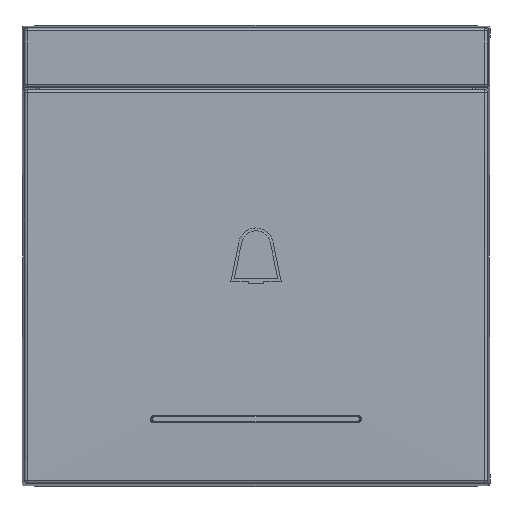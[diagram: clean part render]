
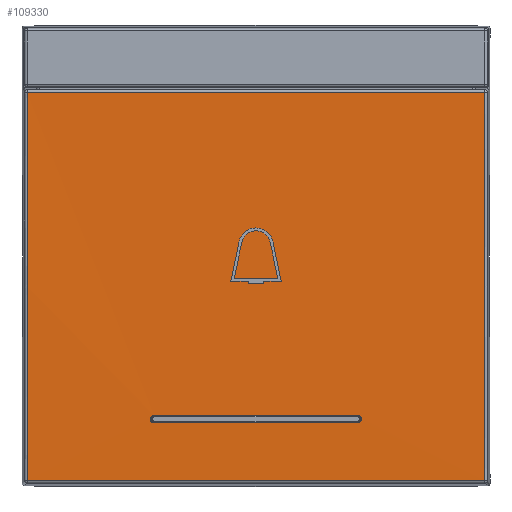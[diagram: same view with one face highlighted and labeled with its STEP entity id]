
A CAD part, top view. The second image highlights one B-rep face of the part: STEP entity #109330.
In plain terms, the highlighted cylindrical face has radius 1600 mm (diameter 3200 mm), a partial arc.
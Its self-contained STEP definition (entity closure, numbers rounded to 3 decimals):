
#88841=CARTESIAN_POINT('',(-12.1,7.81,19.851));
#88842=CARTESIAN_POINT('',(-12.12,7.81,
19.851));
#88843=CARTESIAN_POINT('',(-12.159,7.81,
19.849));
#88844=CARTESIAN_POINT('',(-12.217,7.81,
19.837));
#88845=CARTESIAN_POINT('',(-12.273,7.81,
19.818));
#88846=CARTESIAN_POINT('',(-12.326,7.811,
19.792));
#88847=CARTESIAN_POINT('',(-12.375,7.811,
19.759));
#88848=CARTESIAN_POINT('',(-12.42,7.811,
19.72));
#88849=CARTESIAN_POINT('',(-12.459,7.812,
19.675));
#88850=CARTESIAN_POINT('',(-12.492,7.813,
19.626));
#88851=CARTESIAN_POINT('',(-12.518,7.813,
19.574));
#88852=CARTESIAN_POINT('',(-12.537,7.814,
19.517));
#88853=CARTESIAN_POINT('',(-12.549,7.815,
19.458));
#88854=CARTESIAN_POINT('',(-12.553,7.815,
19.4));
#88855=CARTESIAN_POINT('',(-12.549,7.816,
19.341));
#88856=CARTESIAN_POINT('',(-12.537,7.817,
19.283));
#88857=CARTESIAN_POINT('',(-12.518,7.817,
19.226));
#88858=CARTESIAN_POINT('',(-12.492,7.818,
19.173));
#88859=CARTESIAN_POINT('',(-12.459,7.819,
19.124));
#88860=CARTESIAN_POINT('',(-12.42,7.819,
19.079));
#88861=CARTESIAN_POINT('',(-12.375,7.82,
19.04));
#88862=CARTESIAN_POINT('',(-12.326,7.82,
19.007));
#88863=CARTESIAN_POINT('',(-12.273,7.82,
18.981));
#88864=CARTESIAN_POINT('',(-12.217,7.821,
18.962));
#88865=CARTESIAN_POINT('',(-12.159,7.821,
18.951));
#88866=CARTESIAN_POINT('',(-12.12,7.821,
18.948));
#88867=CARTESIAN_POINT('',(-12.1,7.821,18.948));
#88872=DIRECTION('',(1.,0.,0.));
#88873=VECTOR('',#88872,24.2);
#88874=CARTESIAN_POINT('',(-12.1,7.81,19.851));
#88875=LINE('35414',#88874,#88873);
#88879=CARTESIAN_POINT('',(12.1,7.821,18.948));
#88880=CARTESIAN_POINT('',(12.12,7.821,18.948));
#88881=CARTESIAN_POINT('',(12.159,7.821,18.951));
#88882=CARTESIAN_POINT('',(12.217,7.821,18.962));
#88883=CARTESIAN_POINT('',(12.273,7.82,18.981));
#88884=CARTESIAN_POINT('',(12.326,7.82,19.007));
#88885=CARTESIAN_POINT('',(12.375,7.82,19.04));
#88886=CARTESIAN_POINT('',(12.42,7.819,19.079));
#88887=CARTESIAN_POINT('',(12.459,7.819,19.124));
#88888=CARTESIAN_POINT('',(12.492,7.818,19.173));
#88889=CARTESIAN_POINT('',(12.518,7.817,19.226));
#88890=CARTESIAN_POINT('',(12.537,7.817,19.282));
#88891=CARTESIAN_POINT('',(12.549,7.816,19.341));
#88892=CARTESIAN_POINT('',(12.553,7.815,19.4));
#88893=CARTESIAN_POINT('',(12.549,7.815,19.458));
#88894=CARTESIAN_POINT('',(12.537,7.814,19.517));
#88895=CARTESIAN_POINT('',(12.518,7.813,19.573));
#88896=CARTESIAN_POINT('',(12.492,7.813,19.626));
#88897=CARTESIAN_POINT('',(12.459,7.812,19.675));
#88898=CARTESIAN_POINT('',(12.42,7.811,19.72));
#88899=CARTESIAN_POINT('',(12.375,7.811,19.759));
#88900=CARTESIAN_POINT('',(12.326,7.811,19.792));
#88901=CARTESIAN_POINT('',(12.273,7.81,19.818));
#88902=CARTESIAN_POINT('',(12.217,7.81,19.837));
#88903=CARTESIAN_POINT('',(12.159,7.81,19.849));
#88904=CARTESIAN_POINT('',(12.12,7.81,19.851));
#88905=CARTESIAN_POINT('',(12.1,7.81,19.851));
#88910=DIRECTION('',(1.,0.,0.));
#88911=VECTOR('',#88910,24.2);
#88912=CARTESIAN_POINT('',(-12.1,7.821,18.948));
#88913=LINE('35413',#88912,#88911);
#88917=DIRECTION('',(1.,0.,0.));
#88918=VECTOR('',#88917,54.396);
#88919=CARTESIAN_POINT('',(-27.198,7.815,
-19.43));
#88920=LINE('31359',#88919,#88918);
#88924=CARTESIAN_POINT('',(27.198,7.815,
-19.43));
#88925=CARTESIAN_POINT('',(27.196,7.851,
-16.422));
#88926=CARTESIAN_POINT('',(27.194,7.908,
-10.388));
#88927=CARTESIAN_POINT('',(27.192,7.941,
-1.403));
#88928=CARTESIAN_POINT('',(27.193,7.923,7.865));
#88929=CARTESIAN_POINT('',(27.196,7.849,17.272));
#88930=CARTESIAN_POINT('',(27.2,7.763,23.556));
#88931=CARTESIAN_POINT('',(27.202,7.71,26.707));
#88936=DIRECTION('',(-1.,0.,0.));
#88937=VECTOR('',#88936,54.405);
#88938=CARTESIAN_POINT('',(27.202,7.71,26.707));
#88939=LINE('31288',#88938,#88937);
#88943=CARTESIAN_POINT('',(-27.202,7.71,
26.707));
#88944=CARTESIAN_POINT('',(-27.2,7.762,
23.596));
#88945=CARTESIAN_POINT('',(-27.197,7.847,
17.422));
#88946=CARTESIAN_POINT('',(-27.193,7.919,
8.494));
#88947=CARTESIAN_POINT('',(-27.192,7.942,
-0.64));
#88948=CARTESIAN_POINT('',(-27.194,7.911,
-9.982));
#88949=CARTESIAN_POINT('',(-27.196,7.853,
-16.267));
#88950=CARTESIAN_POINT('',(-27.198,7.815,
-19.43));
#104984=CARTESIAN_POINT('',(27.202,7.71,
26.707));
#104985=CARTESIAN_POINT('',(-27.202,7.71,
26.707));
#104986=VERTEX_POINT('',#104984);
#104987=VERTEX_POINT('',#104985);
#104988=CARTESIAN_POINT('',(27.198,7.815,
-19.43));
#104989=VERTEX_POINT('',#104988);
#104990=CARTESIAN_POINT('',(-27.198,7.815,
-19.43));
#104991=VERTEX_POINT('',#104990);
#106180=VERTEX_POINT('',#88841);
#106181=VERTEX_POINT('',#88867);
#106182=VERTEX_POINT('',#88879);
#106183=VERTEX_POINT('',#88905);
#109306=CARTESIAN_POINT('',(-27.8,-1592.067,0.));
#109307=DIRECTION('',(1.,0.,0.));
#109308=DIRECTION('',(0.,0.,-1.));
#109309=AXIS2_PLACEMENT_3D('',#109306,#109307,#109308);
#109310=CYLINDRICAL_SURFACE('31268',#109309,1600.);
#109312=ORIENTED_EDGE('31359',*,*,#109311,.T.);
#109314=ORIENTED_EDGE('31364',*,*,#109313,.T.);
#109316=ORIENTED_EDGE('31288',*,*,#109315,.T.);
#109318=ORIENTED_EDGE('31362',*,*,#109317,.T.);
#109319=EDGE_LOOP('31268',(#109312,#109314,#109316,#109318));
#109320=FACE_OUTER_BOUND('31268',#109319,.F.);
#109321=ORIENTED_EDGE('35411',*,*,#109289,.F.);
#109323=ORIENTED_EDGE('35414',*,*,#109322,.T.);
#109325=ORIENTED_EDGE('35412',*,*,#109324,.F.);
#109327=ORIENTED_EDGE('35413',*,*,#109326,.F.);
#109328=EDGE_LOOP('31268',(#109321,#109323,#109325,#109327));
#109329=FACE_BOUND('31268',#109328,.F.);
#88868=B_SPLINE_CURVE_WITH_KNOTS('35411',3,(#88841,#88842,#88843,#88844,#88845,
#88846,#88847,#88848,#88849,#88850,#88851,#88852,#88853,#88854,#88855,#88856,
#88857,#88858,#88859,#88860,#88861,#88862,#88863,#88864,#88865,#88866,#88867),
.UNSPECIFIED.,.F.,.F.,(4,1,1,1,1,1,1,1,1,1,1,1,1,1,1,1,1,1,1,1,1,1,1,1,4),(0.,
0.042,0.083,0.125,0.167,0.208,
0.25,0.292,0.333,0.375,0.417,
0.458,0.5,0.542,0.583,0.625,
0.667,0.708,0.75,0.792,0.833,
0.875,0.917,0.958,1.),.UNSPECIFIED.);
#88906=B_SPLINE_CURVE_WITH_KNOTS('35412',3,(#88879,#88880,#88881,#88882,#88883,
#88884,#88885,#88886,#88887,#88888,#88889,#88890,#88891,#88892,#88893,#88894,
#88895,#88896,#88897,#88898,#88899,#88900,#88901,#88902,#88903,#88904,#88905),
.UNSPECIFIED.,.F.,.F.,(4,1,1,1,1,1,1,1,1,1,1,1,1,1,1,1,1,1,1,1,1,1,1,1,4),(0.,
0.042,0.083,0.125,0.167,0.208,
0.25,0.292,0.333,0.375,0.417,
0.458,0.5,0.542,0.583,0.625,
0.667,0.708,0.75,0.792,0.833,
0.875,0.917,0.958,1.),.UNSPECIFIED.);
#88932=B_SPLINE_CURVE_WITH_KNOTS('31364',3,(#88924,#88925,#88926,#88927,#88928,
#88929,#88930,#88931),.UNSPECIFIED.,.F.,.F.,(4,1,1,1,1,4),(0.,0.2,0.4,
0.6,0.8,1.),.UNSPECIFIED.);
#88951=B_SPLINE_CURVE_WITH_KNOTS('31362',3,(#88943,#88944,#88945,#88946,#88947,
#88948,#88949,#88950),.UNSPECIFIED.,.F.,.F.,(4,1,1,1,1,4),(0.,0.2,0.4,
0.6,0.8,1.),.UNSPECIFIED.);
#109289=EDGE_CURVE('35411',#106180,#106181,#88868,.T.);
#109311=EDGE_CURVE('31359',#104991,#104989,#88920,.T.);
#109313=EDGE_CURVE('31364',#104989,#104986,#88932,.T.);
#109315=EDGE_CURVE('31288',#104986,#104987,#88939,.T.);
#109317=EDGE_CURVE('31362',#104987,#104991,#88951,.T.);
#109322=EDGE_CURVE('35414',#106180,#106183,#88875,.T.);
#109324=EDGE_CURVE('35412',#106182,#106183,#88906,.T.);
#109326=EDGE_CURVE('35413',#106181,#106182,#88913,.T.);
#109330=ADVANCED_FACE('31268',(#109320,#109329),#109310,.T.);
